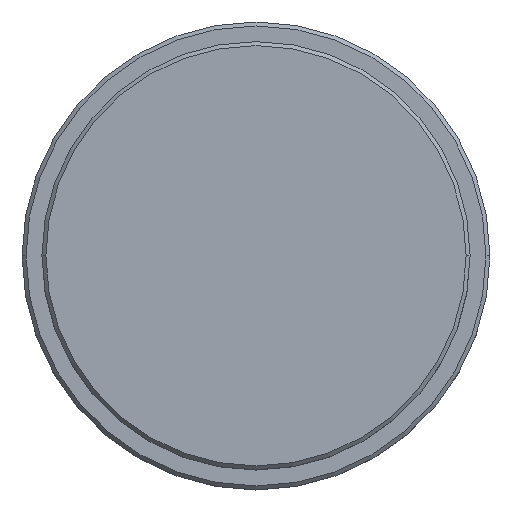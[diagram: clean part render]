
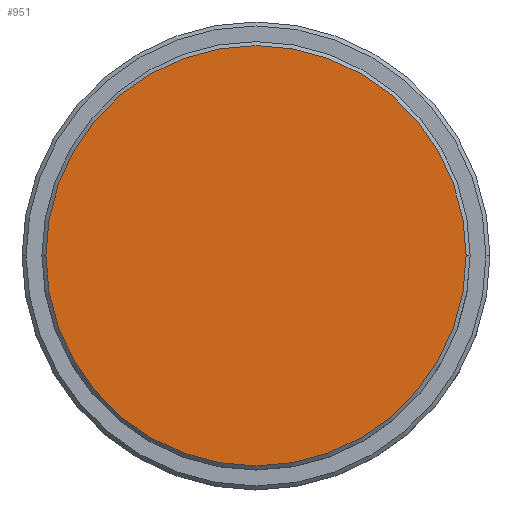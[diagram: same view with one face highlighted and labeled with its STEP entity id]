
A CAD part, top view. The second image highlights one B-rep face of the part: STEP entity #951.
In plain terms, the highlighted planar face has unit normal (0, 0, 1).
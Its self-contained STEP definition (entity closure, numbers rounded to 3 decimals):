
#6 = CIRCLE ( 'NONE', #710, 26.5 ) ;
#89 = DIRECTION ( 'NONE',  ( 0., 0., 1. ) ) ;
#107 = ORIENTED_EDGE ( 'NONE', *, *, #923, .T. ) ;
#137 = DIRECTION ( 'NONE',  ( 1., 0., 0. ) ) ;
#323 = EDGE_CURVE ( 'NONE', #989, #355, #6, .T. ) ;
#355 = VERTEX_POINT ( 'NONE', #457 ) ;
#445 = DIRECTION ( 'NONE',  ( 1., 0., 0. ) ) ;
#457 = CARTESIAN_POINT ( 'NONE',  ( -26.5, 0., 0. ) ) ;
#472 = DIRECTION ( 'NONE',  ( 0., 0., 1. ) ) ;
#526 = DIRECTION ( 'NONE',  ( 1., 0., 0. ) ) ;
#558 = PLANE ( 'NONE',  #1105 ) ;
#562 = DIRECTION ( 'NONE',  ( 0., 0., 1. ) ) ;
#617 = AXIS2_PLACEMENT_3D ( 'NONE', #767, #562, #137 ) ;
#656 = CARTESIAN_POINT ( 'NONE',  ( 0., 0., 0. ) ) ;
#710 = AXIS2_PLACEMENT_3D ( 'NONE', #656, #89, #526 ) ;
#719 = EDGE_LOOP ( 'NONE', ( #107, #1367 ) ) ;
#767 = CARTESIAN_POINT ( 'NONE',  ( 0., 0., 0. ) ) ;
#811 = CARTESIAN_POINT ( 'NONE',  ( 26.5, 0., 0. ) ) ;
#923 = EDGE_CURVE ( 'NONE', #355, #989, #1052, .T. ) ;
#951 = ADVANCED_FACE ( 'NONE', ( #1015 ), #558, .T. ) ;
#987 = CARTESIAN_POINT ( 'NONE',  ( 0., 0., 0. ) ) ;
#989 = VERTEX_POINT ( 'NONE', #811 ) ;
#1015 = FACE_OUTER_BOUND ( 'NONE', #719, .T. ) ;
#1052 = CIRCLE ( 'NONE', #617, 26.5 ) ;
#1105 = AXIS2_PLACEMENT_3D ( 'NONE', #987, #472, #445 ) ;
#1367 = ORIENTED_EDGE ( 'NONE', *, *, #323, .T. ) ;
